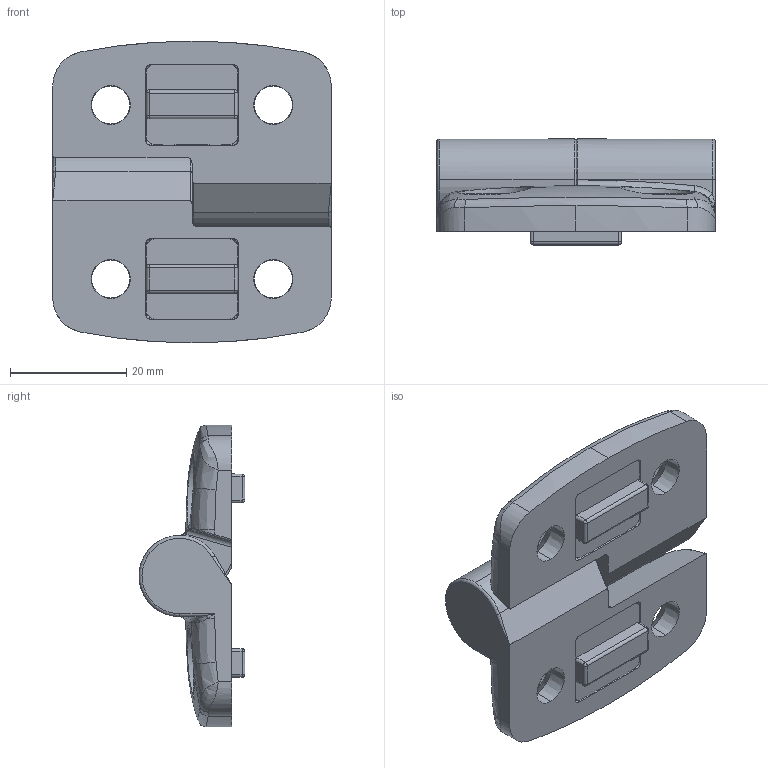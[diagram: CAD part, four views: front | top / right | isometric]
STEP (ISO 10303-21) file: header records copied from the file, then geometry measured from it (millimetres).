
FILE_DESCRIPTION (( 'STEP AP203' ), '1' );
FILE_NAME ('151080.step', '2021-06-03T16:15:47', ( '' ), ( '' ), 'SwSTEP 2.0', 'SolidWorks 2021', '' );
FILE_SCHEMA (( 'CONFIG_CONTROL_DESIGN' ));
Length unit declared in the file: millimetre
Products named in the file (1): 151080
Bounding box: 48 x 18.25 x 52 mm (x, y, z)
Volume: 18023.6 mm3; surface area: 11134.4 mm2
Topology: 5 solids, 5 shells, 402 faces, 968 edges, 552 vertices
Faces by surface type: cylinder 130, plane 92, cone 58, torus 56, bspline 50, sphere 16
Entity records: 15425 total; most frequent: CARTESIAN_POINT 6621, ORIENTED_EDGE 1872, DIRECTION 1774, EDGE_CURVE 936, AXIS2_PLACEMENT_3D 697, VERTEX_POINT 552, EDGE_LOOP 418, FACE_OUTER_BOUND 402
